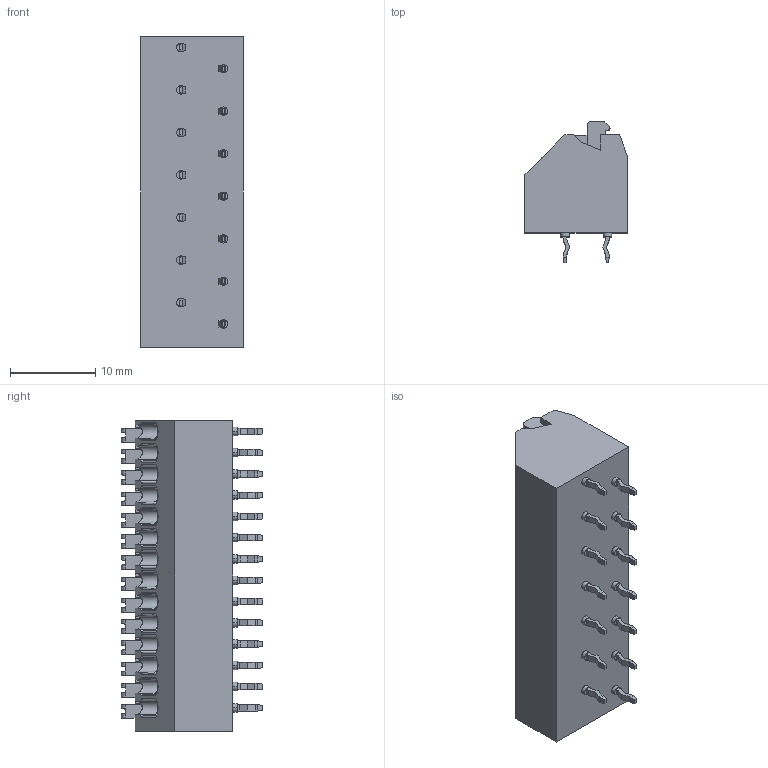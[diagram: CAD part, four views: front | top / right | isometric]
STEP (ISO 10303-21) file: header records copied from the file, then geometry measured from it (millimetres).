
FILE_DESCRIPTION(('SolidDesigner STEP Export'),'2;1');
FILE_NAME('ptsa_0.5-14-2.5-z.stp','2004-04-01T11:36:32',(''),(''),'OneSpaceDesigner STEP processor Version: 9.0 (March 2001)for AP214(CD)(Solid Model)','CoCreate OneSpaceDesigner: 11.50A 18-Jul-2002(C) CoCreate Software GmbH','');
FILE_SCHEMA(('AUTOMOTIVE_DESIGN_CC2 {1 2 10303 214 -1 1 5 1}'));
Length unit declared in the file: millimetre
Products named in the file (2): ptsa_0.5-14-2.5-z
Assembly tree (1 placements, depth 2):
  ptsa_0.5-14-2.5-z
    ptsa_0.5-14-2.5-z
Bounding box: 12 x 16.6 x 36.5 mm (x, y, z)
Volume: 4258.9 mm3; surface area: 2869 mm2
Topology: 1 solids, 1 shells, 981 faces, 2560 edges, 1620 vertices
Faces by surface type: plane 763, cylinder 190, cone 28
Entity records: 38641 total; most frequent: CARTESIAN_POINT 7798, ORIENTED_EDGE 5120, DIRECTION 4323, EDGE_CURVE 2560, VECTOR 1845, LINE 1845, VERTEX_POINT 1620, AXIS2_PLACEMENT_3D 1239
